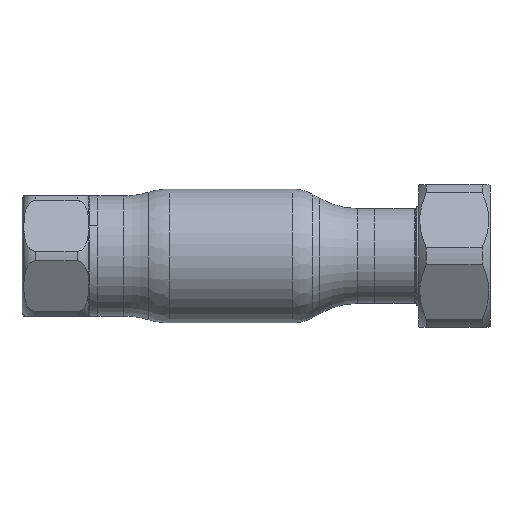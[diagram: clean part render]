
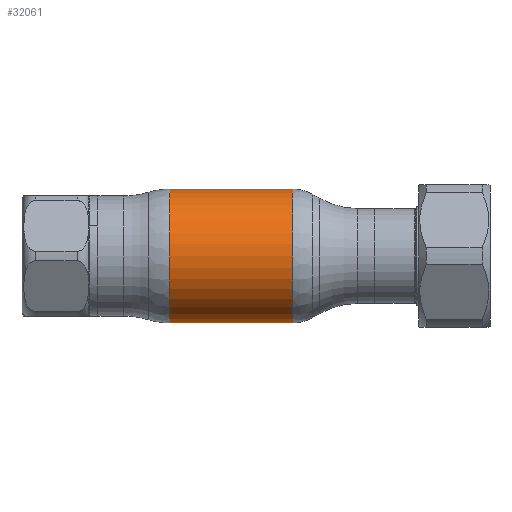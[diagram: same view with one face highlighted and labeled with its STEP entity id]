
A CAD part, front view. The second image highlights one B-rep face of the part: STEP entity #32061.
In plain terms, the highlighted cylindrical face has radius 15 mm (diameter 30 mm), a partial arc.
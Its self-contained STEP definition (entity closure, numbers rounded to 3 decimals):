
#494 = EDGE_CURVE ( 'NONE', #57263, #3501, #43966, .T. ) ;
#1185 = AXIS2_PLACEMENT_3D ( 'NONE', #59601, #3821, #49311 ) ;
#3501 = VERTEX_POINT ( 'NONE', #31924 ) ;
#3821 = DIRECTION ( 'NONE',  ( 1., 0., 0. ) ) ;
#6514 = VERTEX_POINT ( 'NONE', #44982 ) ;
#7780 = FACE_OUTER_BOUND ( 'NONE', #20994, .T. ) ;
#11494 = CARTESIAN_POINT ( 'NONE',  ( 62.69, 0., 15. ) ) ;
#12107 = ORIENTED_EDGE ( 'NONE', *, *, #46834, .T. ) ;
#12484 = CARTESIAN_POINT ( 'NONE',  ( -13.909, 0., -15. ) ) ;
#12939 = CYLINDRICAL_SURFACE ( 'NONE', #1185, 15. ) ;
#15764 = VECTOR ( 'NONE', #18914, 1000. ) ;
#16389 = DIRECTION ( 'NONE',  ( 1., 0., 0. ) ) ;
#17505 = ORIENTED_EDGE ( 'NONE', *, *, #494, .F. ) ;
#18914 = DIRECTION ( 'NONE',  ( 1., 0., 0. ) ) ;
#20912 = CARTESIAN_POINT ( 'NONE',  ( 13.588, 0., 0. ) ) ;
#20994 = EDGE_LOOP ( 'NONE', ( #56393, #12107, #51237, #17505 ) ) ;
#26628 = AXIS2_PLACEMENT_3D ( 'NONE', #52273, #57123, #28687 ) ;
#28687 = DIRECTION ( 'NONE',  ( 0., 0., -1. ) ) ;
#31924 = CARTESIAN_POINT ( 'NONE',  ( 13.588, 0., -15. ) ) ;
#32061 = ADVANCED_FACE ( 'NONE', ( #7780 ), #12939, .T. ) ;
#34866 = DIRECTION ( 'NONE',  ( 0., 0., -1. ) ) ;
#36617 = VERTEX_POINT ( 'NONE', #12484 ) ;
#40675 = CARTESIAN_POINT ( 'NONE',  ( 13.588, 0., 15. ) ) ;
#42081 = AXIS2_PLACEMENT_3D ( 'NONE', #20912, #16389, #34866 ) ;
#42695 = EDGE_CURVE ( 'NONE', #36617, #3501, #46217, .T. ) ;
#43966 = CIRCLE ( 'NONE', #42081, 15. ) ;
#44982 = CARTESIAN_POINT ( 'NONE',  ( -13.909, 0., 15. ) ) ;
#45615 = CARTESIAN_POINT ( 'NONE',  ( 62.69, 0., -15. ) ) ;
#46188 = EDGE_CURVE ( 'NONE', #6514, #57263, #52997, .T. ) ;
#46217 = LINE ( 'NONE', #45615, #15764 ) ;
#46834 = EDGE_CURVE ( 'NONE', #6514, #36617, #49845, .T. ) ;
#47321 = DIRECTION ( 'NONE',  ( 1., 0., 0. ) ) ;
#49311 = DIRECTION ( 'NONE',  ( 0., 0., -1. ) ) ;
#49845 = CIRCLE ( 'NONE', #26628, 15. ) ;
#51237 = ORIENTED_EDGE ( 'NONE', *, *, #42695, .T. ) ;
#52273 = CARTESIAN_POINT ( 'NONE',  ( -13.909, 0., 0. ) ) ;
#52997 = LINE ( 'NONE', #11494, #55582 ) ;
#55582 = VECTOR ( 'NONE', #47321, 1000. ) ;
#56393 = ORIENTED_EDGE ( 'NONE', *, *, #46188, .F. ) ;
#57123 = DIRECTION ( 'NONE',  ( 1., 0., 0. ) ) ;
#57263 = VERTEX_POINT ( 'NONE', #40675 ) ;
#59601 = CARTESIAN_POINT ( 'NONE',  ( 62.69, 0., 0. ) ) ;
